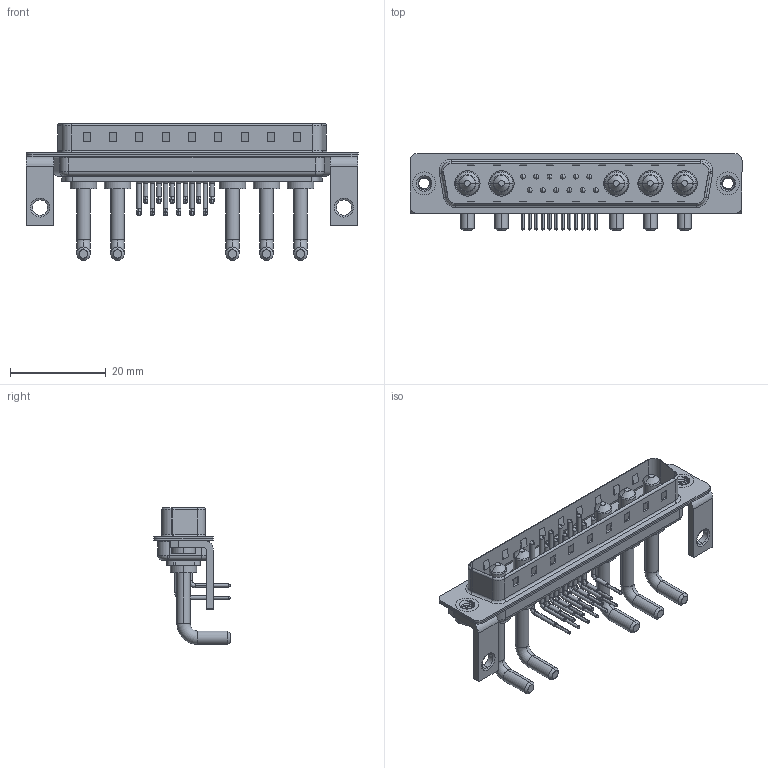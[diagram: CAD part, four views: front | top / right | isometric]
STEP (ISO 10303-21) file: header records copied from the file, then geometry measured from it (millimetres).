
FILE_DESCRIPTION (( 'STEP AP203' ), '1' );
FILE_NAME ('629-17W5250-2NC.STEP', '2022-05-15T01:02:19', ( '' ), ( '' ), 'SwSTEP 2.0', 'SolidWorks 2020', '' );
FILE_SCHEMA (( 'CONFIG_CONTROL_DESIGN' ));
Length unit declared in the file: millimetre
Products named in the file (9): 629Combo Contact Row 1; Power Pin_Ext 20A RA; 629Combo Shell Rear_37 Contacts; 629Combo Shell Front_37 Contacts; 629-17W5250-2NC; 629Combo Contact Row 2; 629Combo Threaded Rivet_2; 629Combo Housing_17W5; 629Combo Stabilizer Bracket
Assembly tree (24 placements, depth 2):
  629-17W5250-2NC
    629Combo Housing_17W5
    629Combo Shell Rear_37 Contacts
    629Combo Shell Front_37 Contacts
    629Combo Threaded Rivet_2  x2
    629Combo Stabilizer Bracket  x2
    Power Pin_Ext 20A RA  x5
    629Combo Contact Row 1  x6
    629Combo Contact Row 2  x6
Bounding box: 69.4 x 16.05 x 28.63 mm (x, y, z)
Volume: 5080.4 mm3; surface area: 10944.2 mm2
Topology: 29 solids, 29 shells, 1995 faces, 5377 edges, 3466 vertices
Faces by surface type: plane 1041, cylinder 702, cone 99, bspline 83, torus 70
Entity records: 26525 total; most frequent: CARTESIAN_POINT 5793, DIRECTION 4179, ORIENTED_EDGE 3944, EDGE_CURVE 1972, AXIS2_PLACEMENT_3D 1481, VERTEX_POINT 1270, LINE 1217, VECTOR 1217
